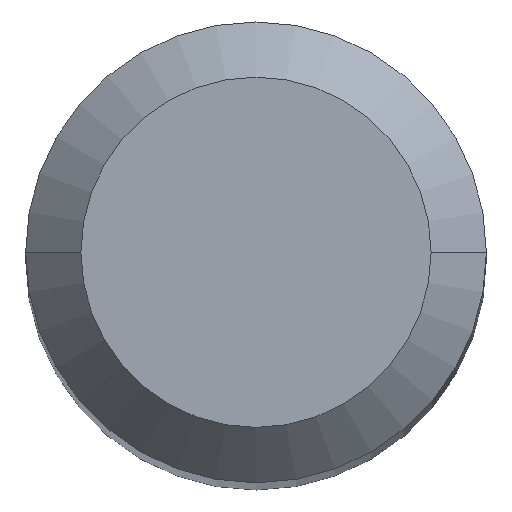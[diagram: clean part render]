
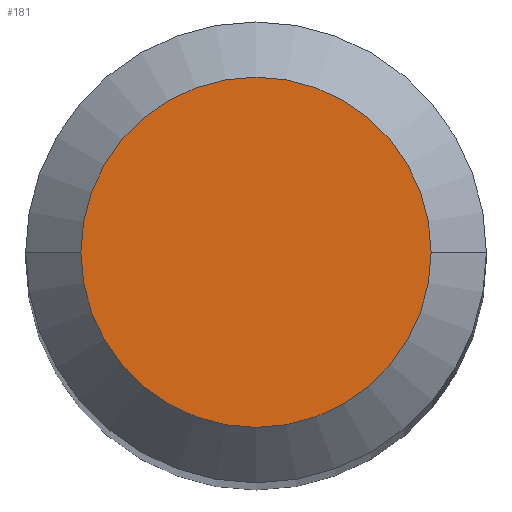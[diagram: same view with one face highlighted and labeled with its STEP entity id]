
A CAD part, top view. The second image highlights one B-rep face of the part: STEP entity #181.
In plain terms, the highlighted planar face has unit normal (0, 0, 1).
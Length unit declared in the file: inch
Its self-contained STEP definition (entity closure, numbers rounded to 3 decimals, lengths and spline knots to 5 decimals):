
#41 = AXIS2_PLACEMENT_3D ( 'NONE', #182, #135, #81 ) ;
#76 = VERTEX_POINT ( 'NONE', #240 ) ;
#81 = DIRECTION ( 'NONE',  ( 1., 0., 0. ) ) ;
#96 = CIRCLE ( 'NONE', #160, 0.0475 ) ;
#110 = CIRCLE ( 'NONE', #148, 0.0475 ) ;
#111 = CARTESIAN_POINT ( 'NONE',  ( 0., 0., 1.5 ) ) ;
#114 = FACE_OUTER_BOUND ( 'NONE', #164, .T. ) ;
#135 = DIRECTION ( 'NONE',  ( 0., 0., 1. ) ) ;
#148 = AXIS2_PLACEMENT_3D ( 'NONE', #298, #232, #237 ) ;
#156 = PLANE ( 'NONE',  #41 ) ;
#157 = EDGE_CURVE ( 'NONE', #162, #76, #96, .T. ) ;
#160 = AXIS2_PLACEMENT_3D ( 'NONE', #111, #246, #227 ) ;
#162 = VERTEX_POINT ( 'NONE', #225 ) ;
#164 = EDGE_LOOP ( 'NONE', ( #236, #278 ) ) ;
#181 = ADVANCED_FACE ( 'NONE', ( #114 ), #156, .T. ) ;
#182 = CARTESIAN_POINT ( 'NONE',  ( 0., 0., 1.5 ) ) ;
#225 = CARTESIAN_POINT ( 'NONE',  ( -0.0475, 0., 1.5 ) ) ;
#227 = DIRECTION ( 'NONE',  ( 1., 0., 0. ) ) ;
#232 = DIRECTION ( 'NONE',  ( 0., 0., 1. ) ) ;
#236 = ORIENTED_EDGE ( 'NONE', *, *, #157, .T. ) ;
#237 = DIRECTION ( 'NONE',  ( 1., 0., 0. ) ) ;
#240 = CARTESIAN_POINT ( 'NONE',  ( 0.0475, 0., 1.5 ) ) ;
#246 = DIRECTION ( 'NONE',  ( 0., 0., 1. ) ) ;
#278 = ORIENTED_EDGE ( 'NONE', *, *, #296, .T. ) ;
#296 = EDGE_CURVE ( 'NONE', #76, #162, #110, .T. ) ;
#298 = CARTESIAN_POINT ( 'NONE',  ( 0., 0., 1.5 ) ) ;
